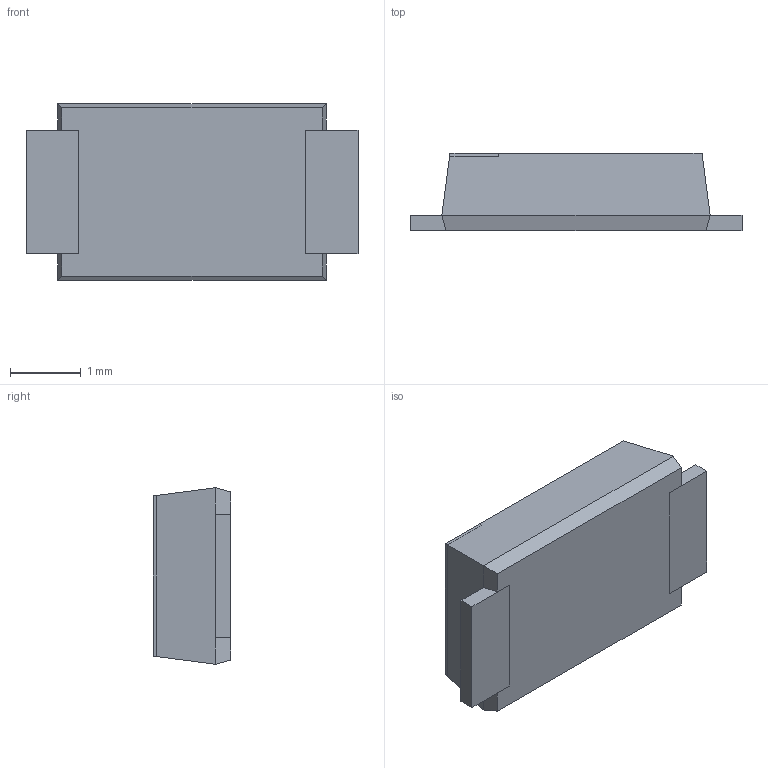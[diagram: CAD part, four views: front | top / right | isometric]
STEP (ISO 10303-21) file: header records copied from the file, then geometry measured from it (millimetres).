
FILE_DESCRIPTION (( 'STEP AP214' ), '1' );
FILE_NAME ('PMEG3030EP,115.STEP', '2023-11-24T22:01:04', ( '' ), ( '' ), 'SwSTEP 2.0', 'SolidWorks 2021', '' );
FILE_SCHEMA (( 'AUTOMOTIVE_DESIGN' ));
Length unit declared in the file: millimetre
Products named in the file (1): PMEG3030EP,115
Bounding box: 4.7 x 1.1 x 2.5 mm (x, y, z)
Volume: 10.1 mm3; surface area: 42 mm2
Topology: 4 solids, 4 shells, 43 faces, 93 edges, 58 vertices
Faces by surface type: plane 43
Entity records: 1192 total; most frequent: CARTESIAN_POINT 195, ORIENTED_EDGE 186, DIRECTION 181, VECTOR 93, LINE 93, EDGE_CURVE 93, VERTEX_POINT 58, AXIS2_PLACEMENT_3D 44
